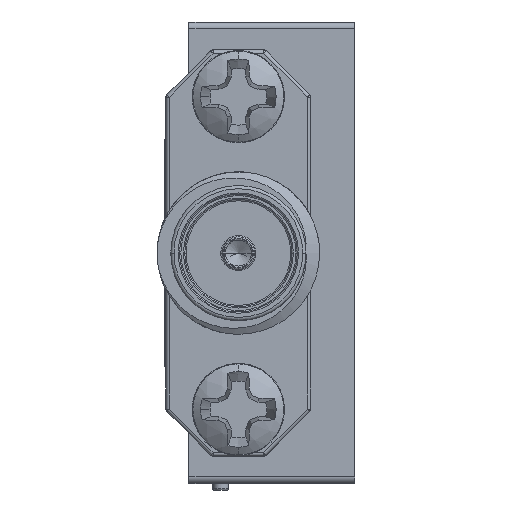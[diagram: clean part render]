
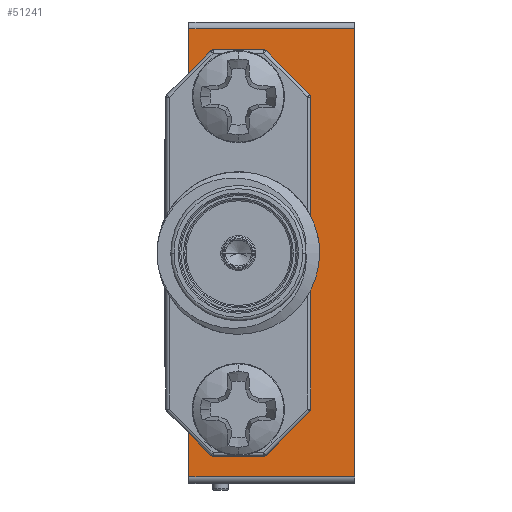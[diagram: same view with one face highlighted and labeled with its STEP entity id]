
A CAD part, left-side view. The second image highlights one B-rep face of the part: STEP entity #51241.
In plain terms, the highlighted planar face has unit normal (-1, 0, 0).
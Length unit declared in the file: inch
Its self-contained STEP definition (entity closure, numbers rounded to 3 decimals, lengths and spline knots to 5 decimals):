
#728 = CARTESIAN_POINT ( 'NONE',  ( -0.54, -0.018, 0.24 ) ) ;
#1882 = CARTESIAN_POINT ( 'NONE',  ( -0.54, -0.018, 0.2925 ) ) ;
#2122 = EDGE_LOOP ( 'NONE', ( #11951, #31399, #58034, #22580, #22041, #55458, #32014, #48179 ) ) ;
#3413 = CARTESIAN_POINT ( 'NONE',  ( -0.54, -0.018, -0.241 ) ) ;
#4480 = CARTESIAN_POINT ( 'NONE',  ( -0.54, 0.058, 0.345 ) ) ;
#5845 = EDGE_CURVE ( 'NONE', #23302, #21046, #34123, .T. ) ;
#7003 = LINE ( 'NONE', #56685, #57945 ) ;
#7061 = DIRECTION ( 'NONE',  ( 0., 0., 1. ) ) ;
#7605 = DIRECTION ( 'NONE',  ( 0., 0., 1. ) ) ;
#7975 = CARTESIAN_POINT ( 'NONE',  ( -0.54, -0.09, -0.182 ) ) ;
#8052 = VERTEX_POINT ( 'NONE', #23325 ) ;
#8378 = DIRECTION ( 'NONE',  ( -1., 0., 0. ) ) ;
#8478 = EDGE_LOOP ( 'NONE', ( #24526, #15680 ) ) ;
#8730 = VECTOR ( 'NONE', #23812, 39.37008 ) ;
#9471 = CARTESIAN_POINT ( 'NONE',  ( -0.54, -0.197, -0.345 ) ) ;
#9532 = CARTESIAN_POINT ( 'NONE',  ( -0.54, -0.09, 0.182 ) ) ;
#10117 = LINE ( 'NONE', #38380, #14346 ) ;
#10658 = CARTESIAN_POINT ( 'NONE',  ( -0.54, -0.09, 0.182 ) ) ;
#10950 = DIRECTION ( 'NONE',  ( 0., 1., 0. ) ) ;
#11288 = AXIS2_PLACEMENT_3D ( 'NONE', #20679, #47827, #56463 ) ;
#11951 = ORIENTED_EDGE ( 'NONE', *, *, #41908, .T. ) ;
#12537 = CIRCLE ( 'NONE', #55959, 0.0525 ) ;
#12862 = CARTESIAN_POINT ( 'NONE',  ( -0.54, -0.018, -0.1885 ) ) ;
#12922 = ORIENTED_EDGE ( 'NONE', *, *, #28040, .F. ) ;
#13044 = VECTOR ( 'NONE', #10950, 39.37008 ) ;
#13986 = EDGE_CURVE ( 'NONE', #35941, #57712, #7003, .T. ) ;
#13990 = CARTESIAN_POINT ( 'NONE',  ( -0.54, 0.058, -0.182 ) ) ;
#14213 = DIRECTION ( 'NONE',  ( -1., 0., 0. ) ) ;
#14346 = VECTOR ( 'NONE', #19815, 39.37008 ) ;
#14824 = CARTESIAN_POINT ( 'NONE',  ( -0.54, -0.018, -0.2935 ) ) ;
#15267 = VERTEX_POINT ( 'NONE', #9471 ) ;
#15346 = DIRECTION ( 'NONE',  ( 0., 0., 1. ) ) ;
#15680 = ORIENTED_EDGE ( 'NONE', *, *, #30696, .F. ) ;
#15927 = CARTESIAN_POINT ( 'NONE',  ( -0.54, 0.058, -0.355 ) ) ;
#19236 = PLANE ( 'NONE',  #11288 ) ;
#19403 = CARTESIAN_POINT ( 'NONE',  ( -0.54, -0.018, 0.1875 ) ) ;
#19815 = DIRECTION ( 'NONE',  ( 0., 1., 0. ) ) ;
#20368 = EDGE_CURVE ( 'NONE', #33297, #37309, #10117, .T. ) ;
#20652 = LINE ( 'NONE', #15927, #53731 ) ;
#20679 = CARTESIAN_POINT ( 'NONE',  ( -0.54, 0.058, -0.355 ) ) ;
#21046 = VERTEX_POINT ( 'NONE', #14824 ) ;
#21463 = CARTESIAN_POINT ( 'NONE',  ( -0.54, -0.197, -0.355 ) ) ;
#21865 = LINE ( 'NONE', #48742, #44154 ) ;
#22041 = ORIENTED_EDGE ( 'NONE', *, *, #36471, .F. ) ;
#22580 = ORIENTED_EDGE ( 'NONE', *, *, #58197, .F. ) ;
#23302 = VERTEX_POINT ( 'NONE', #12862 ) ;
#23325 = CARTESIAN_POINT ( 'NONE',  ( -0.54, 0.058, 0.182 ) ) ;
#23530 = CARTESIAN_POINT ( 'NONE',  ( -0.54, 0.058, -0.345 ) ) ;
#23812 = DIRECTION ( 'NONE',  ( 0., -1., 0. ) ) ;
#24505 = LINE ( 'NONE', #10658, #33538 ) ;
#24526 = ORIENTED_EDGE ( 'NONE', *, *, #46851, .F. ) ;
#24962 = CARTESIAN_POINT ( 'NONE',  ( -0.54, -0.018, -0.241 ) ) ;
#25222 = CARTESIAN_POINT ( 'NONE',  ( -0.54, -0.197, 0.345 ) ) ;
#25233 = EDGE_CURVE ( 'NONE', #8052, #37309, #21865, .T. ) ;
#25585 = DIRECTION ( 'NONE',  ( 0., 0., 1. ) ) ;
#26276 = DIRECTION ( 'NONE',  ( 0., 0., 1. ) ) ;
#26773 = EDGE_LOOP ( 'NONE', ( #43148, #12922 ) ) ;
#27397 = VECTOR ( 'NONE', #25585, 39.37008 ) ;
#27615 = VERTEX_POINT ( 'NONE', #19403 ) ;
#28040 = EDGE_CURVE ( 'NONE', #21046, #23302, #12537, .T. ) ;
#28082 = FACE_BOUND ( 'NONE', #26773, .T. ) ;
#28686 = FACE_BOUND ( 'NONE', #8478, .T. ) ;
#30696 = EDGE_CURVE ( 'NONE', #27615, #52685, #54535, .T. ) ;
#31399 = ORIENTED_EDGE ( 'NONE', *, *, #20368, .T. ) ;
#31827 = AXIS2_PLACEMENT_3D ( 'NONE', #36634, #14213, #7605 ) ;
#32014 = ORIENTED_EDGE ( 'NONE', *, *, #48022, .F. ) ;
#33297 = VERTEX_POINT ( 'NONE', #25222 ) ;
#33538 = VECTOR ( 'NONE', #15346, 39.37008 ) ;
#34123 = CIRCLE ( 'NONE', #47333, 0.0525 ) ;
#35031 = LINE ( 'NONE', #21463, #27397 ) ;
#35941 = VERTEX_POINT ( 'NONE', #7975 ) ;
#36471 = EDGE_CURVE ( 'NONE', #35941, #57093, #24505, .T. ) ;
#36607 = CIRCLE ( 'NONE', #47999, 0.0525 ) ;
#36634 = CARTESIAN_POINT ( 'NONE',  ( -0.54, -0.018, 0.24 ) ) ;
#37309 = VERTEX_POINT ( 'NONE', #4480 ) ;
#38221 = LINE ( 'NONE', #23530, #8730 ) ;
#38351 = VERTEX_POINT ( 'NONE', #41014 ) ;
#38380 = CARTESIAN_POINT ( 'NONE',  ( -0.54, 0.058, 0.345 ) ) ;
#38862 = DIRECTION ( 'NONE',  ( 0., 1., 0. ) ) ;
#39358 = DIRECTION ( 'NONE',  ( 0., 0., 1. ) ) ;
#41014 = CARTESIAN_POINT ( 'NONE',  ( -0.54, 0.058, -0.345 ) ) ;
#41908 = EDGE_CURVE ( 'NONE', #15267, #33297, #35031, .T. ) ;
#43148 = ORIENTED_EDGE ( 'NONE', *, *, #5845, .F. ) ;
#44154 = VECTOR ( 'NONE', #26276, 39.37008 ) ;
#45291 = DIRECTION ( 'NONE',  ( -1., 0., 0. ) ) ;
#46851 = EDGE_CURVE ( 'NONE', #52685, #27615, #36607, .T. ) ;
#47333 = AXIS2_PLACEMENT_3D ( 'NONE', #3413, #8378, #39358 ) ;
#47827 = DIRECTION ( 'NONE',  ( 1., 0., 0. ) ) ;
#47999 = AXIS2_PLACEMENT_3D ( 'NONE', #728, #45291, #49737 ) ;
#48022 = EDGE_CURVE ( 'NONE', #38351, #57712, #20652, .T. ) ;
#48179 = ORIENTED_EDGE ( 'NONE', *, *, #55173, .T. ) ;
#48742 = CARTESIAN_POINT ( 'NONE',  ( -0.54, 0.058, -0.355 ) ) ;
#49737 = DIRECTION ( 'NONE',  ( 0., 0., 1. ) ) ;
#51241 = ADVANCED_FACE ( 'NONE', ( #55587, #28082, #28686 ), #19236, .F. ) ;
#51699 = LINE ( 'NONE', #55297, #13044 ) ;
#51880 = DIRECTION ( 'NONE',  ( -1., 0., 0. ) ) ;
#52685 = VERTEX_POINT ( 'NONE', #1882 ) ;
#53731 = VECTOR ( 'NONE', #7061, 39.37008 ) ;
#54535 = CIRCLE ( 'NONE', #31827, 0.0525 ) ;
#55173 = EDGE_CURVE ( 'NONE', #38351, #15267, #38221, .T. ) ;
#55297 = CARTESIAN_POINT ( 'NONE',  ( -0.54, -0.09, 0.182 ) ) ;
#55458 = ORIENTED_EDGE ( 'NONE', *, *, #13986, .T. ) ;
#55587 = FACE_OUTER_BOUND ( 'NONE', #2122, .T. ) ;
#55959 = AXIS2_PLACEMENT_3D ( 'NONE', #24962, #51880, #56635 ) ;
#56463 = DIRECTION ( 'NONE',  ( 0., 0., -1. ) ) ;
#56635 = DIRECTION ( 'NONE',  ( 0., 0., 1. ) ) ;
#56685 = CARTESIAN_POINT ( 'NONE',  ( -0.54, -0.09, -0.182 ) ) ;
#57093 = VERTEX_POINT ( 'NONE', #9532 ) ;
#57712 = VERTEX_POINT ( 'NONE', #13990 ) ;
#57945 = VECTOR ( 'NONE', #38862, 39.37008 ) ;
#58034 = ORIENTED_EDGE ( 'NONE', *, *, #25233, .F. ) ;
#58197 = EDGE_CURVE ( 'NONE', #57093, #8052, #51699, .T. ) ;
